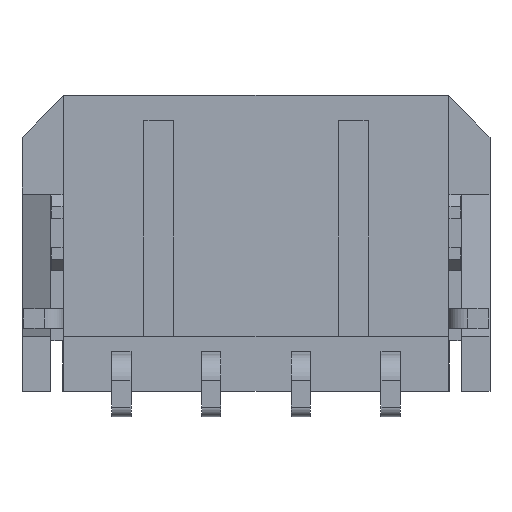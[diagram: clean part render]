
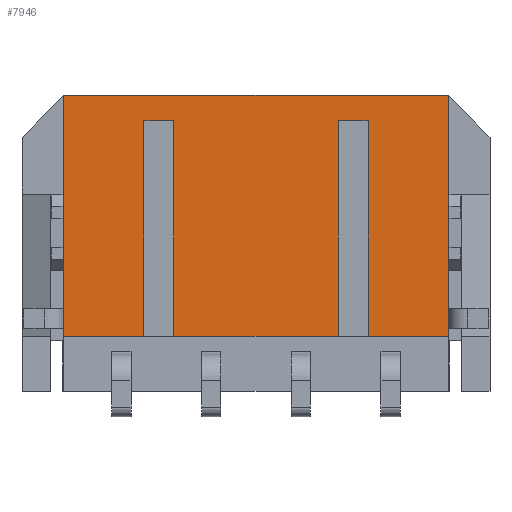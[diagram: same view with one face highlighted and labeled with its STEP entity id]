
A CAD part, front view. The second image highlights one B-rep face of the part: STEP entity #7946.
In plain terms, the highlighted planar face has unit normal (0, -1, 0).
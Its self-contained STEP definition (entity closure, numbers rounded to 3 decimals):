
#2581=DIRECTION('',(0.,0.,-1.));
#2582=VECTOR('',#2581,8.05);
#2583=CARTESIAN_POINT('',(-6.425,-1.93,4.95));
#2584=LINE('',#2583,#2582);
#2585=DIRECTION('',(1.,0.,0.));
#2586=VECTOR('',#2585,12.85);
#2587=CARTESIAN_POINT('',(-6.425,-1.93,4.95));
#2588=LINE('',#2587,#2586);
#2589=DIRECTION('',(0.,0.,-1.));
#2590=VECTOR('',#2589,8.05);
#2591=CARTESIAN_POINT('',(6.425,-1.93,4.95));
#2592=LINE('',#2591,#2590);
#2593=DIRECTION('',(-1.,0.,0.));
#2594=VECTOR('',#2593,2.675);
#2595=CARTESIAN_POINT('',(6.425,-1.93,-3.1));
#2596=LINE('',#2595,#2594);
#2597=DIRECTION('',(0.,0.,1.));
#2598=VECTOR('',#2597,7.2);
#2599=CARTESIAN_POINT('',(3.75,-1.93,-3.1));
#2600=LINE('',#2599,#2598);
#2601=DIRECTION('',(-1.,0.,0.));
#2602=VECTOR('',#2601,1.);
#2603=CARTESIAN_POINT('',(3.75,-1.93,4.1));
#2604=LINE('',#2603,#2602);
#2605=DIRECTION('',(0.,0.,1.));
#2606=VECTOR('',#2605,7.2);
#2607=CARTESIAN_POINT('',(2.75,-1.93,-3.1));
#2608=LINE('',#2607,#2606);
#2609=DIRECTION('',(-1.,0.,0.));
#2610=VECTOR('',#2609,5.5);
#2611=CARTESIAN_POINT('',(2.75,-1.93,-3.1));
#2612=LINE('',#2611,#2610);
#2613=DIRECTION('',(0.,0.,1.));
#2614=VECTOR('',#2613,7.2);
#2615=CARTESIAN_POINT('',(-2.75,-1.93,-3.1));
#2616=LINE('',#2615,#2614);
#2617=DIRECTION('',(-1.,0.,0.));
#2618=VECTOR('',#2617,1.);
#2619=CARTESIAN_POINT('',(-2.75,-1.93,4.1));
#2620=LINE('',#2619,#2618);
#2621=DIRECTION('',(0.,0.,1.));
#2622=VECTOR('',#2621,7.2);
#2623=CARTESIAN_POINT('',(-3.75,-1.93,-3.1));
#2624=LINE('',#2623,#2622);
#2625=DIRECTION('',(-1.,0.,0.));
#2626=VECTOR('',#2625,2.675);
#2627=CARTESIAN_POINT('',(-3.75,-1.93,-3.1));
#2628=LINE('',#2627,#2626);
#3703=CARTESIAN_POINT('',(2.75,-1.93,-3.1));
#3704=CARTESIAN_POINT('',(2.75,-1.93,4.1));
#3705=VERTEX_POINT('',#3703);
#3706=VERTEX_POINT('',#3704);
#3707=CARTESIAN_POINT('',(3.75,-1.93,-3.1));
#3708=CARTESIAN_POINT('',(3.75,-1.93,4.1));
#3709=VERTEX_POINT('',#3707);
#3710=VERTEX_POINT('',#3708);
#4161=CARTESIAN_POINT('',(-2.75,-1.93,-3.1));
#4162=VERTEX_POINT('',#4161);
#4163=CARTESIAN_POINT('',(-6.425,-1.93,4.95));
#4164=CARTESIAN_POINT('',(-6.425,-1.93,-3.1));
#4165=VERTEX_POINT('',#4163);
#4166=VERTEX_POINT('',#4164);
#4167=CARTESIAN_POINT('',(6.425,-1.93,4.95));
#4168=CARTESIAN_POINT('',(6.425,-1.93,-3.1));
#4169=VERTEX_POINT('',#4167);
#4170=VERTEX_POINT('',#4168);
#4423=CARTESIAN_POINT('',(-2.75,-1.93,4.1));
#4424=CARTESIAN_POINT('',(-3.75,-1.93,4.1));
#4425=VERTEX_POINT('',#4423);
#4426=VERTEX_POINT('',#4424);
#4427=CARTESIAN_POINT('',(-3.75,-1.93,-3.1));
#4428=VERTEX_POINT('',#4427);
#7921=CARTESIAN_POINT('',(-7.825,-1.93,4.95));
#7922=DIRECTION('',(0.,-1.,0.));
#7923=DIRECTION('',(0.,0.,-1.));
#7924=AXIS2_PLACEMENT_3D('',#7921,#7922,#7923);
#7925=PLANE('',#7924);
#7926=ORIENTED_EDGE('',*,*,#7909,.F.);
#7927=ORIENTED_EDGE('',*,*,#6153,.T.);
#7928=ORIENTED_EDGE('',*,*,#5805,.T.);
#7929=ORIENTED_EDGE('',*,*,#7895,.T.);
#7931=ORIENTED_EDGE('',*,*,#7930,.T.);
#7933=ORIENTED_EDGE('',*,*,#7932,.T.);
#7935=ORIENTED_EDGE('',*,*,#7934,.F.);
#7936=ORIENTED_EDGE('',*,*,#7887,.T.);
#7938=ORIENTED_EDGE('',*,*,#7937,.T.);
#7940=ORIENTED_EDGE('',*,*,#7939,.T.);
#7942=ORIENTED_EDGE('',*,*,#7941,.F.);
#7943=ORIENTED_EDGE('',*,*,#7879,.T.);
#7944=EDGE_LOOP('',(#7926,#7927,#7928,#7929,#7931,#7933,#7935,#7936,#7938,#7940,
#7942,#7943));
#7945=FACE_OUTER_BOUND('',#7944,.F.);
#7946=ADVANCED_FACE('',(#7945),#7925,.T.);
#5805=EDGE_CURVE('',#4169,#4170,#2592,.T.);
#6153=EDGE_CURVE('',#4165,#4169,#2588,.T.);
#7879=EDGE_CURVE('',#4428,#4166,#2628,.T.);
#7887=EDGE_CURVE('',#3705,#4162,#2612,.T.);
#7895=EDGE_CURVE('',#4170,#3709,#2596,.T.);
#7909=EDGE_CURVE('',#4165,#4166,#2584,.T.);
#7930=EDGE_CURVE('',#3709,#3710,#2600,.T.);
#7932=EDGE_CURVE('',#3710,#3706,#2604,.T.);
#7934=EDGE_CURVE('',#3705,#3706,#2608,.T.);
#7937=EDGE_CURVE('',#4162,#4425,#2616,.T.);
#7939=EDGE_CURVE('',#4425,#4426,#2620,.T.);
#7941=EDGE_CURVE('',#4428,#4426,#2624,.T.);
